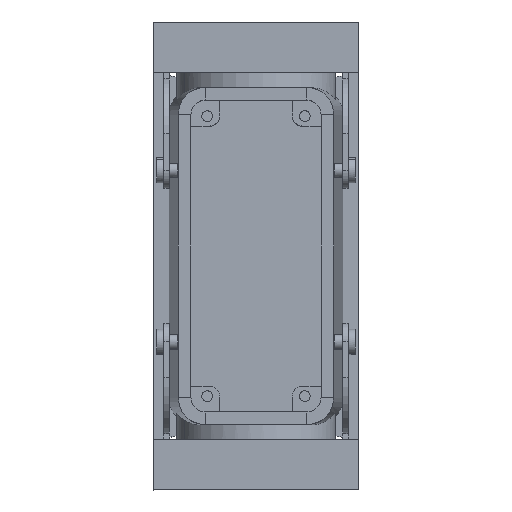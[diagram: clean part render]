
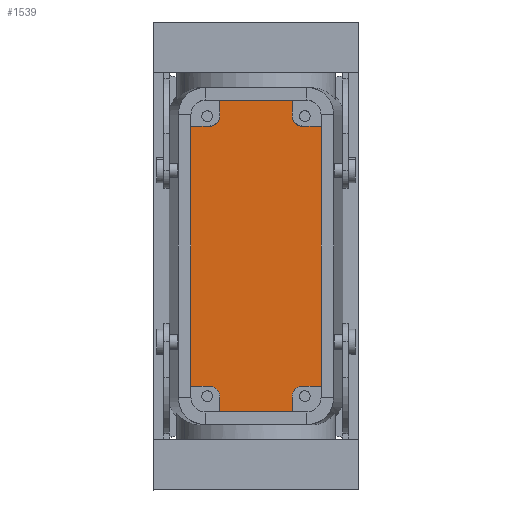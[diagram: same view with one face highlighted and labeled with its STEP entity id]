
A CAD part, top view. The second image highlights one B-rep face of the part: STEP entity #1539.
In plain terms, the highlighted planar face has unit normal (0, 0, 1).
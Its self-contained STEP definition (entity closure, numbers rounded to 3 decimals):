
#395=AXIS2_PLACEMENT_3D('Circle Axis2P3D',#393,#394,$) ;
#492=AXIS2_PLACEMENT_3D('Circle Axis2P3D',#490,#491,$) ;
#1458=AXIS2_PLACEMENT_3D('Plane Axis2P3D',#1455,#1456,#1457) ;
#1462=AXIS2_PLACEMENT_3D('Circle Axis2P3D',#1460,#1461,$) ;
#1492=AXIS2_PLACEMENT_3D('Circle Axis2P3D',#1490,#1491,$) ;
#390=CARTESIAN_POINT('Vertex',(15.5,100.75,4.5)) ;
#393=CARTESIAN_POINT('Axis2P3D Location',(15.5,103.75,4.5)) ;
#397=CARTESIAN_POINT('Vertex',(18.5,103.75,4.5)) ;
#418=CARTESIAN_POINT('Line Origine',(18.5,105.825,4.5)) ;
#422=CARTESIAN_POINT('Vertex',(18.5,107.9,4.5)) ;
#442=CARTESIAN_POINT('Line Origine',(28.5,107.9,4.5)) ;
#446=CARTESIAN_POINT('Vertex',(38.5,107.9,4.5)) ;
#466=CARTESIAN_POINT('Line Origine',(38.5,105.825,4.5)) ;
#470=CARTESIAN_POINT('Vertex',(38.5,103.75,4.5)) ;
#490=CARTESIAN_POINT('Axis2P3D Location',(41.5,103.75,4.5)) ;
#494=CARTESIAN_POINT('Vertex',(41.5,100.75,4.5)) ;
#514=CARTESIAN_POINT('Line Origine',(44.,100.75,4.5)) ;
#518=CARTESIAN_POINT('Vertex',(46.5,100.75,4.5)) ;
#688=CARTESIAN_POINT('Vertex',(10.5,100.75,4.5)) ;
#691=CARTESIAN_POINT('Line Origine',(13.,100.75,4.5)) ;
#1455=CARTESIAN_POINT('Axis2P3D Location',(28.5,64.75,4.5)) ;
#1460=CARTESIAN_POINT('Axis2P3D Location',(15.5,25.75,4.5)) ;
#1464=CARTESIAN_POINT('Vertex',(18.5,25.75,4.5)) ;
#1466=CARTESIAN_POINT('Vertex',(15.5,28.75,4.5)) ;
#1469=CARTESIAN_POINT('Line Origine',(18.5,23.675,4.5)) ;
#1473=CARTESIAN_POINT('Vertex',(18.5,21.6,4.5)) ;
#1476=CARTESIAN_POINT('Line Origine',(28.5,21.6,4.5)) ;
#1480=CARTESIAN_POINT('Vertex',(38.5,21.6,4.5)) ;
#1483=CARTESIAN_POINT('Line Origine',(38.5,23.675,4.5)) ;
#1487=CARTESIAN_POINT('Vertex',(38.5,25.75,4.5)) ;
#1490=CARTESIAN_POINT('Axis2P3D Location',(41.5,25.75,4.5)) ;
#1494=CARTESIAN_POINT('Vertex',(41.5,28.75,4.5)) ;
#1497=CARTESIAN_POINT('Line Origine',(44.,28.75,4.5)) ;
#1501=CARTESIAN_POINT('Vertex',(46.5,28.75,4.5)) ;
#1504=CARTESIAN_POINT('Line Origine',(46.5,64.75,4.5)) ;
#1509=CARTESIAN_POINT('Line Origine',(10.5,64.75,4.5)) ;
#1513=CARTESIAN_POINT('Vertex',(10.5,28.75,4.5)) ;
#1516=CARTESIAN_POINT('Line Origine',(13.,28.75,4.5)) ;
#394=DIRECTION('Axis2P3D Direction',(0.,0.,-1.)) ;
#419=DIRECTION('Vector Direction',(0.,1.,0.)) ;
#443=DIRECTION('Vector Direction',(-1.,0.,0.)) ;
#467=DIRECTION('Vector Direction',(0.,1.,0.)) ;
#491=DIRECTION('Axis2P3D Direction',(0.,-0.,-1.)) ;
#515=DIRECTION('Vector Direction',(-1.,0.,0.)) ;
#692=DIRECTION('Vector Direction',(1.,0.,0.)) ;
#1456=DIRECTION('Axis2P3D Direction',(-0.,0.,1.)) ;
#1457=DIRECTION('Axis2P3D XDirection',(0.,-1.,0.)) ;
#1461=DIRECTION('Axis2P3D Direction',(-0.,0.,1.)) ;
#1470=DIRECTION('Vector Direction',(0.,-1.,0.)) ;
#1477=DIRECTION('Vector Direction',(1.,0.,0.)) ;
#1484=DIRECTION('Vector Direction',(0.,-1.,0.)) ;
#1491=DIRECTION('Axis2P3D Direction',(-0.,0.,1.)) ;
#1498=DIRECTION('Vector Direction',(-1.,0.,0.)) ;
#1505=DIRECTION('Vector Direction',(0.,-1.,0.)) ;
#1510=DIRECTION('Vector Direction',(0.,1.,0.)) ;
#1517=DIRECTION('Vector Direction',(1.,0.,0.)) ;
#420=VECTOR('Line Direction',#419,1.) ;
#444=VECTOR('Line Direction',#443,1.) ;
#468=VECTOR('Line Direction',#467,1.) ;
#516=VECTOR('Line Direction',#515,1.) ;
#693=VECTOR('Line Direction',#692,1.) ;
#1471=VECTOR('Line Direction',#1470,1.) ;
#1478=VECTOR('Line Direction',#1477,1.) ;
#1485=VECTOR('Line Direction',#1484,1.) ;
#1499=VECTOR('Line Direction',#1498,1.) ;
#1506=VECTOR('Line Direction',#1505,1.) ;
#1511=VECTOR('Line Direction',#1510,1.) ;
#1518=VECTOR('Line Direction',#1517,1.) ;
#1522=ORIENTED_EDGE('',*,*,#1468,.F.) ;
#1523=ORIENTED_EDGE('',*,*,#1475,.T.) ;
#1524=ORIENTED_EDGE('',*,*,#1482,.T.) ;
#1525=ORIENTED_EDGE('',*,*,#1489,.F.) ;
#1526=ORIENTED_EDGE('',*,*,#1496,.F.) ;
#1527=ORIENTED_EDGE('',*,*,#1503,.F.) ;
#1528=ORIENTED_EDGE('',*,*,#1508,.T.) ;
#1529=ORIENTED_EDGE('',*,*,#520,.T.) ;
#1530=ORIENTED_EDGE('',*,*,#496,.F.) ;
#1531=ORIENTED_EDGE('',*,*,#472,.T.) ;
#1532=ORIENTED_EDGE('',*,*,#448,.T.) ;
#1533=ORIENTED_EDGE('',*,*,#424,.F.) ;
#1534=ORIENTED_EDGE('',*,*,#399,.F.) ;
#1535=ORIENTED_EDGE('',*,*,#695,.F.) ;
#1536=ORIENTED_EDGE('',*,*,#1515,.T.) ;
#1537=ORIENTED_EDGE('',*,*,#1520,.T.) ;
#1539=ADVANCED_FACE('Housing',(#1538),#1459,.T.) ;
#396=CIRCLE('generated circle',#395,3.) ;
#493=CIRCLE('generated circle',#492,3.) ;
#1463=CIRCLE('generated circle',#1462,3.) ;
#1493=CIRCLE('generated circle',#1492,3.) ;
#399=EDGE_CURVE('',#391,#398,#396,.F.) ;
#424=EDGE_CURVE('',#398,#423,#421,.T.) ;
#448=EDGE_CURVE('',#447,#423,#445,.T.) ;
#472=EDGE_CURVE('',#471,#447,#469,.T.) ;
#496=EDGE_CURVE('',#471,#495,#493,.F.) ;
#520=EDGE_CURVE('',#519,#495,#517,.T.) ;
#695=EDGE_CURVE('',#689,#391,#694,.T.) ;
#1468=EDGE_CURVE('',#1465,#1467,#1463,.T.) ;
#1475=EDGE_CURVE('',#1465,#1474,#1472,.T.) ;
#1482=EDGE_CURVE('',#1474,#1481,#1479,.T.) ;
#1489=EDGE_CURVE('',#1488,#1481,#1486,.T.) ;
#1496=EDGE_CURVE('',#1495,#1488,#1493,.T.) ;
#1503=EDGE_CURVE('',#1502,#1495,#1500,.T.) ;
#1508=EDGE_CURVE('',#1502,#519,#1507,.F.) ;
#1515=EDGE_CURVE('',#689,#1514,#1512,.F.) ;
#1520=EDGE_CURVE('',#1514,#1467,#1519,.T.) ;
#1521=EDGE_LOOP('',(#1522,#1523,#1524,#1525,#1526,#1527,#1528,#1529,#1530,#1531,#1532,#1533,#1534,#1535,#1536,#1537)) ;
#1538=FACE_OUTER_BOUND('',#1521,.T.) ;
#421=LINE('Line',#418,#420) ;
#445=LINE('Line',#442,#444) ;
#469=LINE('Line',#466,#468) ;
#517=LINE('Line',#514,#516) ;
#694=LINE('Line',#691,#693) ;
#1472=LINE('Line',#1469,#1471) ;
#1479=LINE('Line',#1476,#1478) ;
#1486=LINE('Line',#1483,#1485) ;
#1500=LINE('Line',#1497,#1499) ;
#1507=LINE('Line',#1504,#1506) ;
#1512=LINE('Line',#1509,#1511) ;
#1519=LINE('Line',#1516,#1518) ;
#1459=PLANE('',#1458) ;
#391=VERTEX_POINT('',#390) ;
#398=VERTEX_POINT('',#397) ;
#423=VERTEX_POINT('',#422) ;
#447=VERTEX_POINT('',#446) ;
#471=VERTEX_POINT('',#470) ;
#495=VERTEX_POINT('',#494) ;
#519=VERTEX_POINT('',#518) ;
#689=VERTEX_POINT('',#688) ;
#1465=VERTEX_POINT('',#1464) ;
#1467=VERTEX_POINT('',#1466) ;
#1474=VERTEX_POINT('',#1473) ;
#1481=VERTEX_POINT('',#1480) ;
#1488=VERTEX_POINT('',#1487) ;
#1495=VERTEX_POINT('',#1494) ;
#1502=VERTEX_POINT('',#1501) ;
#1514=VERTEX_POINT('',#1513) ;
